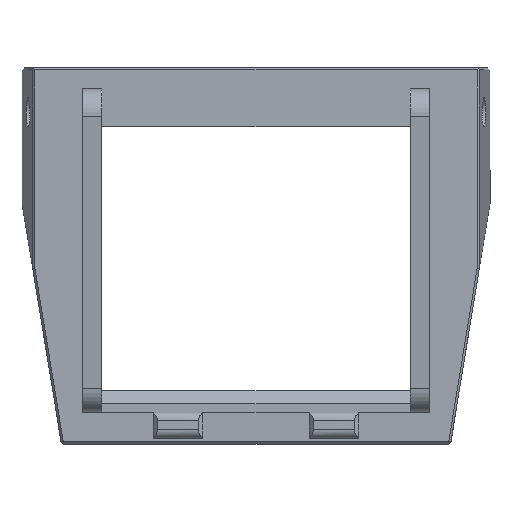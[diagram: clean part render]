
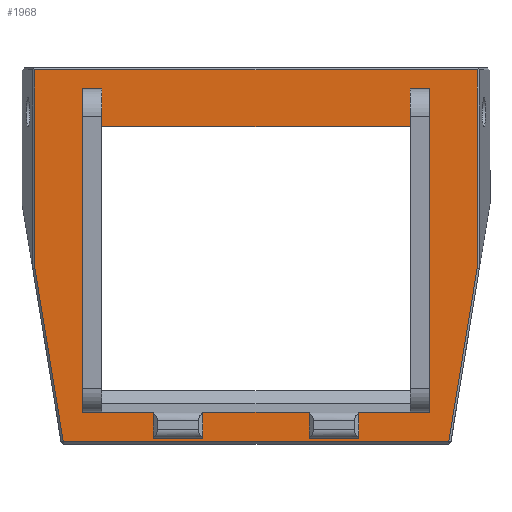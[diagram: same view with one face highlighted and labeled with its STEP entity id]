
A CAD part, top view. The second image highlights one B-rep face of the part: STEP entity #1968.
In plain terms, the highlighted planar face has unit normal (0, 0, 1).
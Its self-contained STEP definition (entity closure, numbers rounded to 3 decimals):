
#80=LINE('',#2927,#277);
#83=LINE('',#2944,#280);
#87=LINE('',#2960,#284);
#90=LINE('',#2966,#287);
#91=LINE('',#2968,#288);
#95=LINE('',#2975,#292);
#96=LINE('',#2977,#293);
#99=LINE('',#2983,#296);
#100=LINE('',#2985,#297);
#103=LINE('',#2991,#300);
#105=LINE('',#2995,#302);
#107=LINE('',#2999,#304);
#113=LINE('',#3027,#310);
#116=LINE('',#3032,#313);
#122=LINE('',#3057,#319);
#133=LINE('',#3077,#330);
#178=LINE('',#3179,#375);
#186=LINE('',#3195,#383);
#188=LINE('',#3198,#385);
#214=LINE('',#3256,#411);
#215=LINE('',#3258,#412);
#216=LINE('',#3260,#413);
#277=VECTOR('',#2357,1000.);
#280=VECTOR('',#2372,1000.);
#284=VECTOR('',#2386,1000.);
#287=VECTOR('',#2391,1000.);
#288=VECTOR('',#2394,1000.);
#292=VECTOR('',#2400,1000.);
#293=VECTOR('',#2403,1000.);
#296=VECTOR('',#2408,1000.);
#297=VECTOR('',#2411,1000.);
#300=VECTOR('',#2416,1000.);
#302=VECTOR('',#2420,1000.);
#304=VECTOR('',#2424,1000.);
#310=VECTOR('',#2458,1000.);
#313=VECTOR('',#2463,1000.);
#319=VECTOR('',#2491,1000.);
#330=VECTOR('',#2508,1000.);
#375=VECTOR('',#2605,1000.);
#383=VECTOR('',#2617,1000.);
#385=VECTOR('',#2621,1000.);
#411=VECTOR('',#2681,1000.);
#412=VECTOR('',#2684,1000.);
#413=VECTOR('',#2685,1000.);
#499=PLANE('',#2157);
#1028=ORIENTED_EDGE('',*,*,#1213,.T.);
#1029=ORIENTED_EDGE('',*,*,#1340,.T.);
#1030=ORIENTED_EDGE('',*,*,#1341,.T.);
#1031=ORIENTED_EDGE('',*,*,#1342,.T.);
#1032=ORIENTED_EDGE('',*,*,#1215,.T.);
#1033=ORIENTED_EDGE('',*,*,#1211,.T.);
#1034=ORIENTED_EDGE('',*,*,#1208,.F.);
#1035=ORIENTED_EDGE('',*,*,#1207,.F.);
#1036=ORIENTED_EDGE('',*,*,#1204,.T.);
#1037=ORIENTED_EDGE('',*,*,#1203,.F.);
#1038=ORIENTED_EDGE('',*,*,#1199,.F.);
#1039=ORIENTED_EDGE('',*,*,#1198,.F.);
#1040=ORIENTED_EDGE('',*,*,#1195,.T.);
#1041=ORIENTED_EDGE('',*,*,#1252,.F.);
#1042=ORIENTED_EDGE('',*,*,#1187,.F.);
#1043=ORIENTED_EDGE('',*,*,#1241,.F.);
#1044=ORIENTED_EDGE('',*,*,#1310,.T.);
#1045=ORIENTED_EDGE('',*,*,#1312,.F.);
#1046=ORIENTED_EDGE('',*,*,#1302,.T.);
#1047=ORIENTED_EDGE('',*,*,#1230,.F.);
#1048=ORIENTED_EDGE('',*,*,#1179,.F.);
#1049=ORIENTED_EDGE('',*,*,#1227,.F.);
#1179=EDGE_CURVE('',#1426,#1427,#80,.T.);
#1187=EDGE_CURVE('',#1434,#1435,#83,.T.);
#1195=EDGE_CURVE('',#1442,#1441,#87,.T.);
#1198=EDGE_CURVE('',#1442,#1443,#90,.T.);
#1199=EDGE_CURVE('',#1443,#1444,#91,.T.);
#1203=EDGE_CURVE('',#1444,#1445,#95,.T.);
#1204=EDGE_CURVE('',#1446,#1445,#96,.T.);
#1207=EDGE_CURVE('',#1446,#1447,#99,.T.);
#1208=EDGE_CURVE('',#1447,#1448,#100,.T.);
#1211=EDGE_CURVE('',#1395,#1449,#103,.T.);
#1213=EDGE_CURVE('',#1449,#1450,#105,.T.);
#1215=EDGE_CURVE('',#1451,#1395,#107,.T.);
#1227=EDGE_CURVE('',#1448,#1426,#113,.T.);
#1230=EDGE_CURVE('',#1427,#1461,#116,.T.);
#1241=EDGE_CURVE('',#1467,#1434,#122,.T.);
#1252=EDGE_CURVE('',#1435,#1441,#133,.T.);
#1302=EDGE_CURVE('',#1506,#1461,#178,.T.);
#1310=EDGE_CURVE('',#1467,#1511,#186,.T.);
#1312=EDGE_CURVE('',#1506,#1511,#188,.T.);
#1340=EDGE_CURVE('',#1450,#1526,#214,.T.);
#1341=EDGE_CURVE('',#1526,#1527,#215,.T.);
#1342=EDGE_CURVE('',#1527,#1451,#216,.T.);
#1395=VERTEX_POINT('',#2846);
#1426=VERTEX_POINT('',#2926);
#1427=VERTEX_POINT('',#2928);
#1434=VERTEX_POINT('',#2943);
#1435=VERTEX_POINT('',#2945);
#1441=VERTEX_POINT('',#2959);
#1442=VERTEX_POINT('',#2961);
#1443=VERTEX_POINT('',#2965);
#1444=VERTEX_POINT('',#2969);
#1445=VERTEX_POINT('',#2973);
#1446=VERTEX_POINT('',#2978);
#1447=VERTEX_POINT('',#2982);
#1448=VERTEX_POINT('',#2986);
#1449=VERTEX_POINT('',#2990);
#1450=VERTEX_POINT('',#2994);
#1451=VERTEX_POINT('',#2998);
#1461=VERTEX_POINT('',#3033);
#1467=VERTEX_POINT('',#3055);
#1506=VERTEX_POINT('',#3180);
#1511=VERTEX_POINT('',#3194);
#1526=VERTEX_POINT('',#3255);
#1527=VERTEX_POINT('',#3259);
#1682=EDGE_LOOP('',(#1028,#1029,#1030,#1031,#1032,#1033));
#1683=EDGE_LOOP('',(#1034,#1035,#1036,#1037,#1038,#1039,#1040,#1041,#1042,
#1043,#1044,#1045,#1046,#1047,#1048,#1049));
#1831=FACE_BOUND('',#1682,.T.);
#1832=FACE_BOUND('',#1683,.T.);
#1968=ADVANCED_FACE('',(#1831,#1832),#499,.F.);
#2157=AXIS2_PLACEMENT_3D('',#3257,#2682,#2683);
#2357=DIRECTION('',(0.,1.,0.));
#2372=DIRECTION('',(0.,-1.,0.));
#2386=DIRECTION('',(0.,1.,0.));
#2391=DIRECTION('',(1.,0.,0.));
#2394=DIRECTION('',(0.,1.,0.));
#2400=DIRECTION('',(1.,0.,0.));
#2403=DIRECTION('',(0.,1.,0.));
#2408=DIRECTION('',(1.,0.,0.));
#2411=DIRECTION('',(0.,1.,0.));
#2416=DIRECTION('',(0.162,0.987,0.));
#2420=DIRECTION('',(0.,1.,0.));
#2424=DIRECTION('',(1.,0.,0.));
#2458=DIRECTION('',(1.,0.,0.));
#2463=DIRECTION('',(-1.,0.,0.));
#2491=DIRECTION('',(-1.,0.,0.));
#2508=DIRECTION('',(1.,0.,0.));
#2605=DIRECTION('',(0.,-1.,0.));
#2617=DIRECTION('',(0.,1.,0.));
#2621=DIRECTION('',(-1.,0.,0.));
#2681=DIRECTION('',(-1.,0.,0.));
#2682=DIRECTION('',(0.,0.,-1.));
#2683=DIRECTION('',(0.,-1.,0.));
#2684=DIRECTION('',(0.,-1.,0.));
#2685=DIRECTION('',(0.162,-0.987,0.));
#2846=CARTESIAN_POINT('',(22.666,-21.372,2.05));
#2926=CARTESIAN_POINT('',(20.375,-17.872,2.05));
#2927=CARTESIAN_POINT('',(20.375,-0.122,2.05));
#2928=CARTESIAN_POINT('',(20.375,8.602,2.05));
#2943=CARTESIAN_POINT('',(-20.375,8.602,2.05));
#2944=CARTESIAN_POINT('',(-20.375,-0.122,2.05));
#2945=CARTESIAN_POINT('',(-20.375,-17.872,2.05));
#2959=CARTESIAN_POINT('',(-12.1,-17.872,2.05));
#2960=CARTESIAN_POINT('',(-12.1,-20.872,2.05));
#2961=CARTESIAN_POINT('',(-12.1,-20.972,2.05));
#2965=CARTESIAN_POINT('',(-6.25,-20.972,2.05));
#2966=CARTESIAN_POINT('',(-10.1,-20.972,2.05));
#2968=CARTESIAN_POINT('',(-6.25,-20.872,2.05));
#2969=CARTESIAN_POINT('',(-6.25,-17.872,2.05));
#2973=CARTESIAN_POINT('',(6.25,-17.872,2.05));
#2975=CARTESIAN_POINT('',(0.,-17.872,2.05));
#2977=CARTESIAN_POINT('',(6.25,-20.872,2.05));
#2978=CARTESIAN_POINT('',(6.25,-20.972,2.05));
#2982=CARTESIAN_POINT('',(12.1,-20.972,2.05));
#2983=CARTESIAN_POINT('',(6.1,-20.972,2.05));
#2985=CARTESIAN_POINT('',(12.1,-20.872,2.05));
#2986=CARTESIAN_POINT('',(12.1,-17.872,2.05));
#2990=CARTESIAN_POINT('',(26.005,-1.005,2.05));
#2991=CARTESIAN_POINT('',(25.465,-4.296,2.05));
#2994=CARTESIAN_POINT('',(26.005,22.378,2.05));
#2995=CARTESIAN_POINT('',(26.005,22.378,2.05));
#2998=CARTESIAN_POINT('',(-22.666,-21.372,2.05));
#2999=CARTESIAN_POINT('',(0.,-21.372,2.05));
#3027=CARTESIAN_POINT('',(0.,-17.872,2.05));
#3032=CARTESIAN_POINT('',(40.693,8.602,2.05));
#3033=CARTESIAN_POINT('',(18.125,8.602,2.05));
#3055=CARTESIAN_POINT('',(-18.125,8.602,2.05));
#3057=CARTESIAN_POINT('',(40.693,8.602,2.05));
#3077=CARTESIAN_POINT('',(0.,-17.872,2.05));
#3179=CARTESIAN_POINT('',(18.125,-15.372,2.05));
#3180=CARTESIAN_POINT('',(18.125,15.678,2.05));
#3194=CARTESIAN_POINT('',(-18.125,15.678,2.05));
#3195=CARTESIAN_POINT('',(-18.125,13.678,2.05));
#3198=CARTESIAN_POINT('',(0.,15.678,2.05));
#3255=CARTESIAN_POINT('',(-26.005,22.378,2.05));
#3256=CARTESIAN_POINT('',(-26.003,22.378,2.05));
#3257=CARTESIAN_POINT('',(0.,-0.122,2.05));
#3258=CARTESIAN_POINT('',(-26.005,-1.025,2.05));
#3259=CARTESIAN_POINT('',(-26.005,-1.005,2.05));
#3260=CARTESIAN_POINT('',(-22.632,-21.581,2.05));
